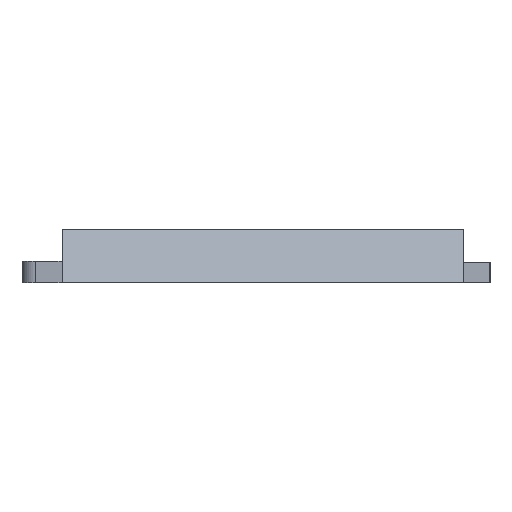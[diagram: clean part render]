
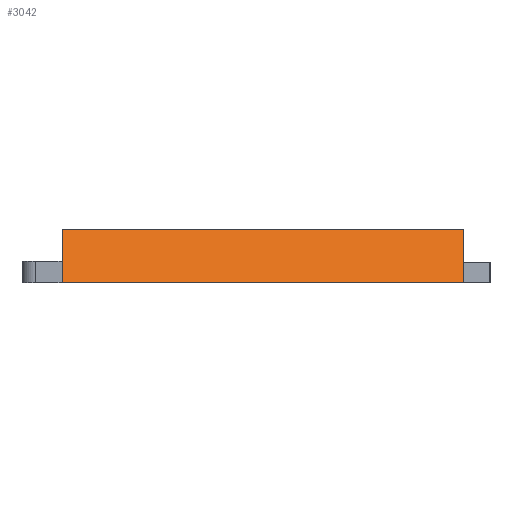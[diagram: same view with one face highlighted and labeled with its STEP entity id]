
A CAD part, left-side view. The second image highlights one B-rep face of the part: STEP entity #3042.
In plain terms, the highlighted planar face has unit normal (-0.707, 0, 0.707).
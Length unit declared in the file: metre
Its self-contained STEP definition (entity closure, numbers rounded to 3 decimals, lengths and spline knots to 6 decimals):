
#878=ORIENTED_EDGE('',*,*,#1237,.F.);
#879=ORIENTED_EDGE('',*,*,#1229,.T.);
#880=ORIENTED_EDGE('',*,*,#1089,.T.);
#881=ORIENTED_EDGE('',*,*,#1150,.F.);
#1089=EDGE_CURVE('',#1526,#1531,#1827,.T.);
#1150=EDGE_CURVE('',#1575,#1531,#1886,.T.);
#1229=EDGE_CURVE('',#1651,#1526,#1929,.T.);
#1237=EDGE_CURVE('',#1651,#1575,#1937,.T.);
#1526=VERTEX_POINT('',#3870);
#1531=VERTEX_POINT('',#3879);
#1575=VERTEX_POINT('',#3997);
#1651=VERTEX_POINT('',#4218);
#1827=LINE('',#3880,#2153);
#1886=LINE('',#3998,#2212);
#1929=LINE('',#4217,#2255);
#1937=LINE('',#4231,#2263);
#2153=VECTOR('',#3260,1.);
#2212=VECTOR('',#3349,1.);
#2255=VECTOR('',#3402,1.);
#2263=VECTOR('',#3412,1.);
#2598=EDGE_LOOP('',(#878,#879,#880,#881));
#2778=FACE_BOUND('',#2598,.T.);
#2892=PLANE('',#3177);
#3042=ADVANCED_FACE('',(#2778),#2892,.F.);
#3177=AXIS2_PLACEMENT_3D('',#5100,#3675,#3676);
#3260=DIRECTION('',(0.707,0.,0.707));
#3349=DIRECTION('',(0.,-1.,0.));
#3402=DIRECTION('',(0.,-1.,0.));
#3412=DIRECTION('',(0.707,0.,0.707));
#3675=DIRECTION('',(0.707,0.,-0.707));
#3676=DIRECTION('',(-0.707,0.,-0.707));
#3870=CARTESIAN_POINT('',(0.000619,-0.035142,0.));
#3879=CARTESIAN_POINT('',(0.004619,-0.035142,0.004));
#3880=CARTESIAN_POINT('',(0.002619,-0.035142,0.002));
#3997=CARTESIAN_POINT('',(0.004619,-0.005142,0.004));
#3998=CARTESIAN_POINT('',(0.004619,-0.020142,0.004));
#4217=CARTESIAN_POINT('',(0.000619,-0.00514,0.));
#4218=CARTESIAN_POINT('',(0.000619,-0.005142,0.));
#4231=CARTESIAN_POINT('',(0.002619,-0.005142,0.002));
#5100=CARTESIAN_POINT('',(0.002619,-0.00514,0.002));
